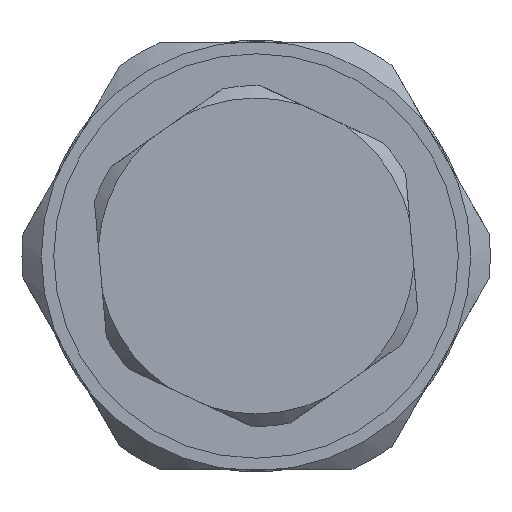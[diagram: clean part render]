
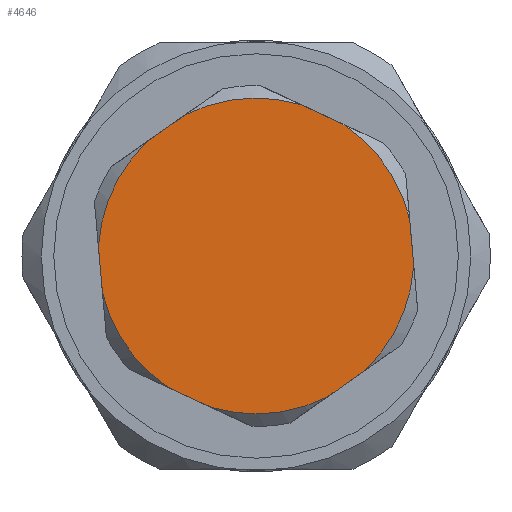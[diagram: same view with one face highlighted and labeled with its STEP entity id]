
A CAD part, left-side view. The second image highlights one B-rep face of the part: STEP entity #4646.
In plain terms, the highlighted planar face has unit normal (-1, 0, 0).
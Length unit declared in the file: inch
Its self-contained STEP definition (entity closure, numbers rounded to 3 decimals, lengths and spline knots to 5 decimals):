
#3714=CARTESIAN_POINT('',(-5.48,0.47813,0.5044));
#3715=VERTEX_POINT('',#3714);
#3729=CARTESIAN_POINT('',(-5.48,0.31139,0.62134));
#3730=VERTEX_POINT('',#3729);
#3731=CARTESIAN_POINT('',(-5.48,0.31139,0.62134));
#3732=DIRECTION('',(0.0,0.819,-0.574));
#3733=VECTOR('',#3732,0.20365);
#3734=LINE('',#3731,#3733);
#3735=EDGE_CURVE('',#3730,#3715,#3734,.T.);
#3814=CARTESIAN_POINT('',(-5.48,-0.19776,0.66627));
#3815=VERTEX_POINT('',#3814);
#3829=CARTESIAN_POINT('',(-5.48,-0.3824,0.58034));
#3830=VERTEX_POINT('',#3829);
#3831=CARTESIAN_POINT('',(-5.48,-0.3824,0.58034));
#3832=DIRECTION('',(0.0,0.907,0.422));
#3833=VECTOR('',#3832,0.20365);
#3834=LINE('',#3831,#3833);
#3835=EDGE_CURVE('',#3830,#3815,#3834,.T.);
#3914=CARTESIAN_POINT('',(-5.48,-0.67589,0.16187));
#3915=VERTEX_POINT('',#3914);
#3929=CARTESIAN_POINT('',(-5.48,-0.69379,-0.04099));
#3930=VERTEX_POINT('',#3929);
#3931=CARTESIAN_POINT('',(-5.48,-0.69379,-0.04099));
#3932=DIRECTION('',(0.0,0.088,0.996));
#3933=VECTOR('',#3932,0.20365);
#3934=LINE('',#3931,#3933);
#3935=EDGE_CURVE('',#3930,#3915,#3934,.T.);
#4014=CARTESIAN_POINT('',(-5.48,-0.47813,-0.5044));
#4015=VERTEX_POINT('',#4014);
#4029=CARTESIAN_POINT('',(-5.48,-0.31139,-0.62134));
#4030=VERTEX_POINT('',#4029);
#4031=CARTESIAN_POINT('',(-5.48,-0.31139,-0.62134));
#4032=DIRECTION('',(0.0,-0.819,0.574));
#4033=VECTOR('',#4032,0.20365);
#4034=LINE('',#4031,#4033);
#4035=EDGE_CURVE('',#4030,#4015,#4034,.T.);
#4114=CARTESIAN_POINT('',(-5.48,0.67589,-0.16187));
#4115=VERTEX_POINT('',#4114);
#4129=CARTESIAN_POINT('',(-5.48,0.69379,0.04099));
#4130=VERTEX_POINT('',#4129);
#4131=CARTESIAN_POINT('',(-5.48,0.69379,0.04099));
#4132=DIRECTION('',(0.0,-0.088,-0.996));
#4133=VECTOR('',#4132,0.20365);
#4134=LINE('',#4131,#4133);
#4135=EDGE_CURVE('',#4130,#4115,#4134,.T.);
#4214=CARTESIAN_POINT('',(-5.48,0.19776,-0.66627));
#4215=VERTEX_POINT('',#4214);
#4229=CARTESIAN_POINT('',(-5.48,0.3824,-0.58034));
#4230=VERTEX_POINT('',#4229);
#4231=CARTESIAN_POINT('',(-5.48,0.3824,-0.58034));
#4232=DIRECTION('',(0.0,-0.907,-0.422));
#4233=VECTOR('',#4232,0.20365);
#4234=LINE('',#4231,#4233);
#4235=EDGE_CURVE('',#4230,#4215,#4234,.T.);
#4537=CARTESIAN_POINT('',(-5.48,0.,0.));
#4538=DIRECTION('',(1.0,0.,0.));
#4539=DIRECTION('',(0.,-0.088,-0.996));
#4540=AXIS2_PLACEMENT_3D('',#4537,#4538,#4539);
#4541=CIRCLE('',#4540,0.695);
#4542=EDGE_CURVE('',#4030,#4215,#4541,.T.);
#4557=CARTESIAN_POINT('',(-5.48,0.,0.));
#4558=DIRECTION('',(1.0,0.,0.));
#4559=DIRECTION('',(0.,-0.088,-0.996));
#4560=AXIS2_PLACEMENT_3D('',#4557,#4558,#4559);
#4561=CIRCLE('',#4560,0.695);
#4562=EDGE_CURVE('',#4230,#4115,#4561,.T.);
#4573=CARTESIAN_POINT('',(-5.48,0.,0.));
#4574=DIRECTION('',(1.0,0.,0.));
#4575=DIRECTION('',(0.,-0.088,-0.996));
#4576=AXIS2_PLACEMENT_3D('',#4573,#4574,#4575);
#4577=CIRCLE('',#4576,0.695);
#4578=EDGE_CURVE('',#3930,#4015,#4577,.T.);
#4591=CARTESIAN_POINT('',(-5.48,0.,0.));
#4592=DIRECTION('',(1.0,0.,0.));
#4593=DIRECTION('',(0.,-0.088,-0.996));
#4594=AXIS2_PLACEMENT_3D('',#4591,#4592,#4593);
#4595=CIRCLE('',#4594,0.695);
#4596=EDGE_CURVE('',#3830,#3915,#4595,.T.);
#4609=CARTESIAN_POINT('',(-5.48,0.,0.));
#4610=DIRECTION('',(1.0,0.,0.));
#4611=DIRECTION('',(0.,-0.088,-0.996));
#4612=AXIS2_PLACEMENT_3D('',#4609,#4610,#4611);
#4613=CIRCLE('',#4612,0.695);
#4614=EDGE_CURVE('',#3730,#3815,#4613,.T.);
#4621=CARTESIAN_POINT('',(-5.48,-0.03055,-0.34615));
#4622=DIRECTION('',(-1.0,0.0,0.0));
#4623=DIRECTION('',(0.0,0.996,-0.088));
#4624=AXIS2_PLACEMENT_3D('',#4621,#4622,#4623);
#4625=PLANE('',#4624);
#4626=ORIENTED_EDGE('',*,*,#3735,.T.);
#4627=CARTESIAN_POINT('',(-5.48,0.,0.));
#4628=DIRECTION('',(1.0,0.,0.));
#4629=DIRECTION('',(0.,-0.088,-0.996));
#4630=AXIS2_PLACEMENT_3D('',#4627,#4628,#4629);
#4631=CIRCLE('',#4630,0.695);
#4632=EDGE_CURVE('',#4130,#3715,#4631,.T.);
#4633=ORIENTED_EDGE('',*,*,#4632,.F.);
#4634=ORIENTED_EDGE('',*,*,#4135,.T.);
#4635=ORIENTED_EDGE('',*,*,#4562,.F.);
#4636=ORIENTED_EDGE('',*,*,#4235,.T.);
#4637=ORIENTED_EDGE('',*,*,#4542,.F.);
#4638=ORIENTED_EDGE('',*,*,#4035,.T.);
#4639=ORIENTED_EDGE('',*,*,#4578,.F.);
#4640=ORIENTED_EDGE('',*,*,#3935,.T.);
#4641=ORIENTED_EDGE('',*,*,#4596,.F.);
#4642=ORIENTED_EDGE('',*,*,#3835,.T.);
#4643=ORIENTED_EDGE('',*,*,#4614,.F.);
#4644=EDGE_LOOP('',(#4626,#4633,#4634,#4635,#4636,#4637,#4638,#4639,#4640,#4641,#4642,#4643));
#4645=FACE_OUTER_BOUND('',#4644,.T.);
#4646=ADVANCED_FACE('',(#4645),#4625,.T.);
